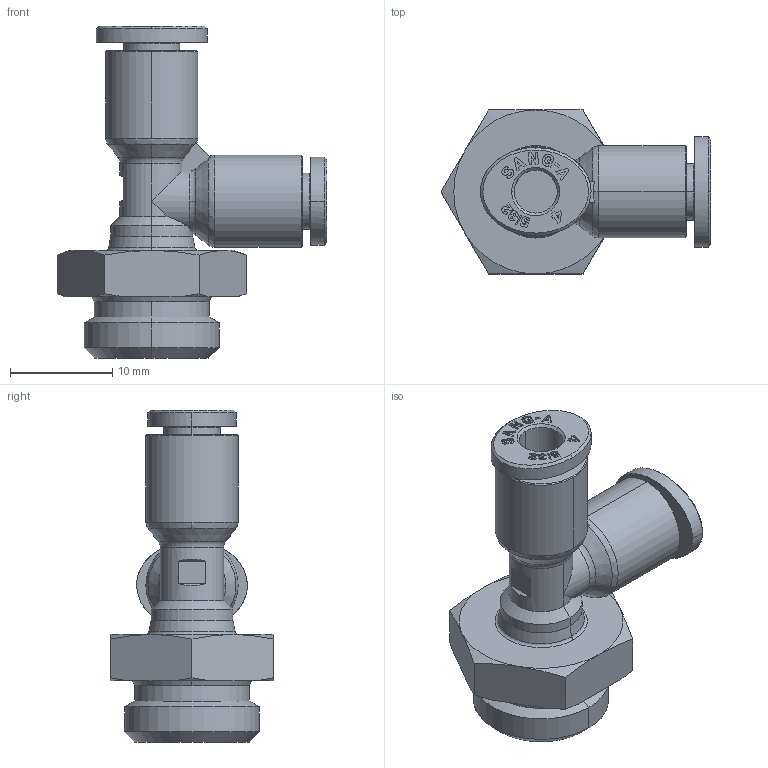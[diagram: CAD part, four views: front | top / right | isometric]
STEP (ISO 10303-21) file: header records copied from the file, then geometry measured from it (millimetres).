
FILE_DESCRIPTION (( 'STEP AP214' ), '1' );
FILE_NAME ('PST04-G02.stp', '2015-10-14T07:52:23', ( '' ), ( '' ), 'SwSTEP 2.0', 'SolidWorks 2015', '' );
FILE_SCHEMA (( 'AUTOMOTIVE_DESIGN' ));
Length unit declared in the file: millimetre
Products named in the file (2): PST04-G02; ｦ+ﾃｦ1
Assembly tree (1 placements, depth 2):
  PST04-G02
    ｦ+ﾃｦ1
Bounding box: 26.34 x 16 x 32.4 mm (x, y, z)
Volume: 2910.9 mm3; surface area: 2695.6 mm2
Topology: 1 solids, 1 shells, 835 faces, 2348 edges, 1552 vertices
Faces by surface type: plane 676, bspline 64, cone 46, cylinder 41, torus 8
Entity records: 29139 total; most frequent: CARTESIAN_POINT 7158, ORIENTED_EDGE 4692, DIRECTION 3849, EDGE_CURVE 2346, VECTOR 1995, LINE 1995, VERTEX_POINT 1552, AXIS2_PLACEMENT_3D 927
